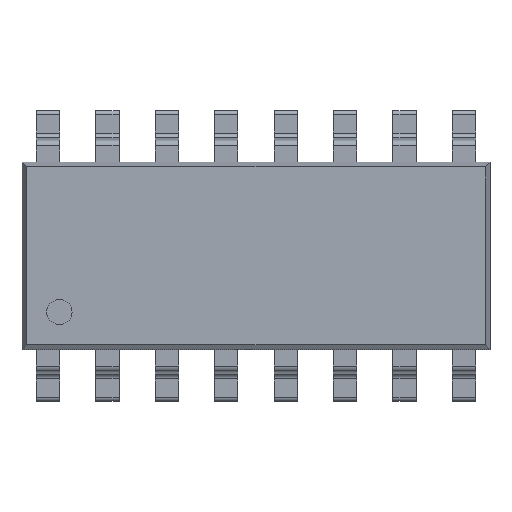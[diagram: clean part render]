
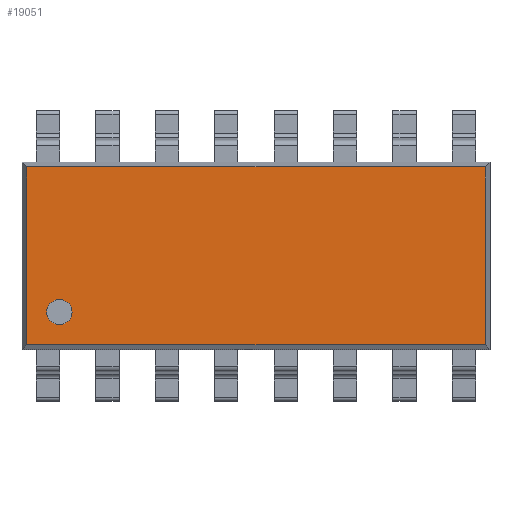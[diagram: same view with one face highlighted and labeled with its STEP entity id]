
A CAD part, top view. The second image highlights one B-rep face of the part: STEP entity #19051.
In plain terms, the highlighted planar face has unit normal (0, 0, 1).
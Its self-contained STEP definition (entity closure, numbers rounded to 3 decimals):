
#18490 = PLANE('',#18491);
#18491 = AXIS2_PLACEMENT_3D('',#18492,#18493,#18494);
#18492 = CARTESIAN_POINT('',(-5.,-1.95,1.55));
#18493 = DIRECTION('',(0.,-0.97,0.243
    ));
#18494 = DIRECTION('',(-1.,0.,0.));
#18576 = PLANE('',#18577);
#18577 = AXIS2_PLACEMENT_3D('',#18578,#18579,#18580);
#18578 = CARTESIAN_POINT('',(-4.95,-2.,1.55));
#18579 = DIRECTION('',(-0.97,0.,
    0.243));
#18580 = DIRECTION('',(0.,1.,0.));
#18673 = VERTEX_POINT('',#18674);
#18674 = CARTESIAN_POINT('',(-4.9,-1.9,1.75));
#18695 = EDGE_CURVE('',#18673,#18696,#18698,.T.);
#18696 = VERTEX_POINT('',#18697);
#18697 = CARTESIAN_POINT('',(4.9,-1.9,1.75));
#18698 = SURFACE_CURVE('',#18699,(#18703,#18710),.PCURVE_S1.);
#18699 = LINE('',#18700,#18701);
#18700 = CARTESIAN_POINT('',(-5.,-1.9,1.75));
#18701 = VECTOR('',#18702,1.);
#18702 = DIRECTION('',(1.,0.,0.));
#18703 = PCURVE('',#18490,#18704);
#18704 = DEFINITIONAL_REPRESENTATION('',(#18705),#18709);
#18705 = LINE('',#18706,#18707);
#18706 = CARTESIAN_POINT('',(0.,-0.206));
#18707 = VECTOR('',#18708,1.);
#18708 = DIRECTION('',(-1.,0.));
#18709 = ( GEOMETRIC_REPRESENTATION_CONTEXT(2) 
PARAMETRIC_REPRESENTATION_CONTEXT() REPRESENTATION_CONTEXT('2D SPACE',''
  ) );
#18710 = PCURVE('',#18711,#18716);
#18711 = PLANE('',#18712);
#18712 = AXIS2_PLACEMENT_3D('',#18713,#18714,#18715);
#18713 = CARTESIAN_POINT('',(-5.,-2.,1.75));
#18714 = DIRECTION('',(0.,0.,1.));
#18715 = DIRECTION('',(0.,1.,0.));
#18716 = DEFINITIONAL_REPRESENTATION('',(#18717),#18721);
#18717 = LINE('',#18718,#18719);
#18718 = CARTESIAN_POINT('',(0.1,0.));
#18719 = VECTOR('',#18720,1.);
#18720 = DIRECTION('',(0.,-1.));
#18721 = ( GEOMETRIC_REPRESENTATION_CONTEXT(2) 
PARAMETRIC_REPRESENTATION_CONTEXT() REPRESENTATION_CONTEXT('2D SPACE',''
  ) );
#18737 = PLANE('',#18738);
#18738 = AXIS2_PLACEMENT_3D('',#18739,#18740,#18741);
#18739 = CARTESIAN_POINT('',(4.95,-2.,1.55));
#18740 = DIRECTION('',(-0.97,0.,
    -0.243));
#18741 = DIRECTION('',(0.,1.,0.));
#18839 = PLANE('',#18840);
#18840 = AXIS2_PLACEMENT_3D('',#18841,#18842,#18843);
#18841 = CARTESIAN_POINT('',(-5.,1.95,1.55));
#18842 = DIRECTION('',(0.,0.97,0.243
    ));
#18843 = DIRECTION('',(1.,0.,0.));
#18931 = EDGE_CURVE('',#18673,#18932,#18934,.T.);
#18932 = VERTEX_POINT('',#18933);
#18933 = CARTESIAN_POINT('',(-4.9,1.9,1.75));
#18934 = SURFACE_CURVE('',#18935,(#18939,#18946),.PCURVE_S1.);
#18935 = LINE('',#18936,#18937);
#18936 = CARTESIAN_POINT('',(-4.9,-2.,1.75));
#18937 = VECTOR('',#18938,1.);
#18938 = DIRECTION('',(0.,1.,0.));
#18939 = PCURVE('',#18576,#18940);
#18940 = DEFINITIONAL_REPRESENTATION('',(#18941),#18945);
#18941 = LINE('',#18942,#18943);
#18942 = CARTESIAN_POINT('',(0.,-0.206));
#18943 = VECTOR('',#18944,1.);
#18944 = DIRECTION('',(1.,0.));
#18945 = ( GEOMETRIC_REPRESENTATION_CONTEXT(2) 
PARAMETRIC_REPRESENTATION_CONTEXT() REPRESENTATION_CONTEXT('2D SPACE',''
  ) );
#18946 = PCURVE('',#18711,#18947);
#18947 = DEFINITIONAL_REPRESENTATION('',(#18948),#18952);
#18948 = LINE('',#18949,#18950);
#18949 = CARTESIAN_POINT('',(0.,-0.1));
#18950 = VECTOR('',#18951,1.);
#18951 = DIRECTION('',(1.,0.));
#18952 = ( GEOMETRIC_REPRESENTATION_CONTEXT(2) 
PARAMETRIC_REPRESENTATION_CONTEXT() REPRESENTATION_CONTEXT('2D SPACE',''
  ) );
#19051 = ADVANCED_FACE('',(#19052,#19100),#18711,.T.);
#19052 = FACE_BOUND('',#19053,.T.);
#19053 = EDGE_LOOP('',(#19054,#19055,#19078,#19099));
#19054 = ORIENTED_EDGE('',*,*,#18695,.T.);
#19055 = ORIENTED_EDGE('',*,*,#19056,.T.);
#19056 = EDGE_CURVE('',#18696,#19057,#19059,.T.);
#19057 = VERTEX_POINT('',#19058);
#19058 = CARTESIAN_POINT('',(4.9,1.9,1.75));
#19059 = SURFACE_CURVE('',#19060,(#19064,#19071),.PCURVE_S1.);
#19060 = LINE('',#19061,#19062);
#19061 = CARTESIAN_POINT('',(4.9,-2.,1.75));
#19062 = VECTOR('',#19063,1.);
#19063 = DIRECTION('',(0.,1.,0.));
#19064 = PCURVE('',#18711,#19065);
#19065 = DEFINITIONAL_REPRESENTATION('',(#19066),#19070);
#19066 = LINE('',#19067,#19068);
#19067 = CARTESIAN_POINT('',(0.,-9.9));
#19068 = VECTOR('',#19069,1.);
#19069 = DIRECTION('',(1.,0.));
#19070 = ( GEOMETRIC_REPRESENTATION_CONTEXT(2) 
PARAMETRIC_REPRESENTATION_CONTEXT() REPRESENTATION_CONTEXT('2D SPACE',''
  ) );
#19071 = PCURVE('',#18737,#19072);
#19072 = DEFINITIONAL_REPRESENTATION('',(#19073),#19077);
#19073 = LINE('',#19074,#19075);
#19074 = CARTESIAN_POINT('',(0.,-0.206));
#19075 = VECTOR('',#19076,1.);
#19076 = DIRECTION('',(1.,0.));
#19077 = ( GEOMETRIC_REPRESENTATION_CONTEXT(2) 
PARAMETRIC_REPRESENTATION_CONTEXT() REPRESENTATION_CONTEXT('2D SPACE',''
  ) );
#19078 = ORIENTED_EDGE('',*,*,#19079,.F.);
#19079 = EDGE_CURVE('',#18932,#19057,#19080,.T.);
#19080 = SURFACE_CURVE('',#19081,(#19085,#19092),.PCURVE_S1.);
#19081 = LINE('',#19082,#19083);
#19082 = CARTESIAN_POINT('',(-5.,1.9,1.75));
#19083 = VECTOR('',#19084,1.);
#19084 = DIRECTION('',(1.,0.,0.));
#19085 = PCURVE('',#18711,#19086);
#19086 = DEFINITIONAL_REPRESENTATION('',(#19087),#19091);
#19087 = LINE('',#19088,#19089);
#19088 = CARTESIAN_POINT('',(3.9,0.));
#19089 = VECTOR('',#19090,1.);
#19090 = DIRECTION('',(0.,-1.));
#19091 = ( GEOMETRIC_REPRESENTATION_CONTEXT(2) 
PARAMETRIC_REPRESENTATION_CONTEXT() REPRESENTATION_CONTEXT('2D SPACE',''
  ) );
#19092 = PCURVE('',#18839,#19093);
#19093 = DEFINITIONAL_REPRESENTATION('',(#19094),#19098);
#19094 = LINE('',#19095,#19096);
#19095 = CARTESIAN_POINT('',(0.,-0.206));
#19096 = VECTOR('',#19097,1.);
#19097 = DIRECTION('',(1.,0.));
#19098 = ( GEOMETRIC_REPRESENTATION_CONTEXT(2) 
PARAMETRIC_REPRESENTATION_CONTEXT() REPRESENTATION_CONTEXT('2D SPACE',''
  ) );
#19099 = ORIENTED_EDGE('',*,*,#18931,.F.);
#19100 = FACE_BOUND('',#19101,.T.);
#19101 = EDGE_LOOP('',(#19102));
#19102 = ORIENTED_EDGE('',*,*,#19103,.T.);
#19103 = EDGE_CURVE('',#19104,#19104,#19106,.T.);
#19104 = VERTEX_POINT('',#19105);
#19105 = CARTESIAN_POINT('',(-3.93,-1.2,1.75));
#19106 = SURFACE_CURVE('',#19107,(#19112,#19123),.PCURVE_S1.);
#19107 = CIRCLE('',#19108,0.27);
#19108 = AXIS2_PLACEMENT_3D('',#19109,#19110,#19111);
#19109 = CARTESIAN_POINT('',(-4.2,-1.2,1.75));
#19110 = DIRECTION('',(0.,0.,-1.));
#19111 = DIRECTION('',(1.,0.,0.));
#19112 = PCURVE('',#18711,#19113);
#19113 = DEFINITIONAL_REPRESENTATION('',(#19114),#19122);
#19114 = ( BOUNDED_CURVE() B_SPLINE_CURVE(2,(#19115,#19116,#19117,#19118
    ,#19119,#19120,#19121),.UNSPECIFIED.,.T.,.F.) 
B_SPLINE_CURVE_WITH_KNOTS((1,2,2,2,2,1),(-2.094,0.,
    2.094,4.189,6.283,8.378),
.UNSPECIFIED.) CURVE() GEOMETRIC_REPRESENTATION_ITEM() 
RATIONAL_B_SPLINE_CURVE((1.,0.5,1.,0.5,1.,0.5,1.)) REPRESENTATION_ITEM(
  '') );
#19115 = CARTESIAN_POINT('',(0.8,-1.07));
#19116 = CARTESIAN_POINT('',(0.332,-1.07));
#19117 = CARTESIAN_POINT('',(0.566,-0.665));
#19118 = CARTESIAN_POINT('',(0.8,-0.26));
#19119 = CARTESIAN_POINT('',(1.034,-0.665));
#19120 = CARTESIAN_POINT('',(1.268,-1.07));
#19121 = CARTESIAN_POINT('',(0.8,-1.07));
#19122 = ( GEOMETRIC_REPRESENTATION_CONTEXT(2) 
PARAMETRIC_REPRESENTATION_CONTEXT() REPRESENTATION_CONTEXT('2D SPACE',''
  ) );
#19123 = PCURVE('',#19124,#19129);
#19124 = CYLINDRICAL_SURFACE('',#19125,0.27);
#19125 = AXIS2_PLACEMENT_3D('',#19126,#19127,#19128);
#19126 = CARTESIAN_POINT('',(-4.2,-1.2,1.72));
#19127 = DIRECTION('',(0.,0.,-1.));
#19128 = DIRECTION('',(1.,0.,0.));
#19129 = DEFINITIONAL_REPRESENTATION('',(#19130),#19134);
#19130 = LINE('',#19131,#19132);
#19131 = CARTESIAN_POINT('',(-6.283,-0.03));
#19132 = VECTOR('',#19133,1.);
#19133 = DIRECTION('',(1.,0.));
#19134 = ( GEOMETRIC_REPRESENTATION_CONTEXT(2) 
PARAMETRIC_REPRESENTATION_CONTEXT() REPRESENTATION_CONTEXT('2D SPACE',''
  ) );
